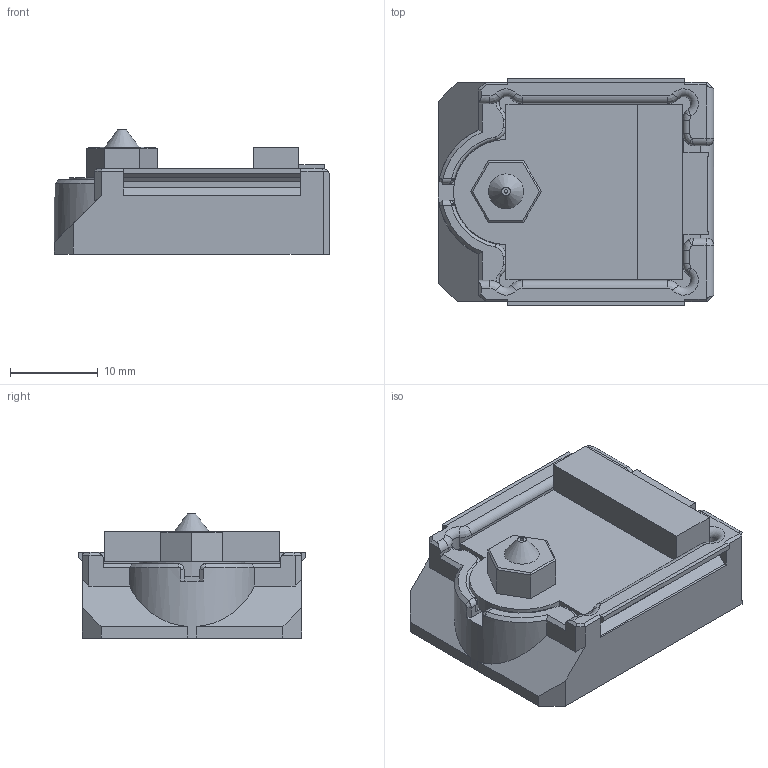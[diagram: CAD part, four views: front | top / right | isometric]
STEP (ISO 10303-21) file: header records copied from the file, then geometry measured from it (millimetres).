
FILE_DESCRIPTION(/* description */ (''),/* implementation_level */ '2;1');
FILE_NAME(/* name */ 'Fysetc Nozzle ADXL Bed Mount.step',/* time_stamp */ '2024-09-29T15:17:40Z',/* author */ (''),/* organization */ (''),/* preprocessor_version */ 'ST-DEVELOPER v20',/* originating_system */ 'Autodesk Translation Framework v13.20.0.188',/* authorisation */ '');
FILE_SCHEMA (('AUTOMOTIVE_DESIGN { 1 0 10303 214 3 1 1 }'));
Length unit declared in the file: millimetre
Products named in the file (1): Fysetc Nozzle ADXL Bed Mount
Bounding box: 31.49 x 26.03 x 14.2 mm (x, y, z)
Volume: 6941.3 mm3; surface area: 4833.3 mm2
Topology: 5 solids, 5 shells, 239 faces, 632 edges, 402 vertices
Faces by surface type: plane 125, cylinder 66, bspline 26, torus 14, cone 8
Full cylindrical faces by diameter (mm): 0.4 x1, 2 x1, 4.744 x5, 5 x1, 5.182 x5, 5.884 x4, 6.1 x1
Entity records: 16216 total; most frequent: CARTESIAN_POINT 10394, ORIENTED_EDGE 1250, DIRECTION 1125, EDGE_CURVE 625, VERTEX_POINT 402, AXIS2_PLACEMENT_3D 380, LINE 365, VECTOR 365
